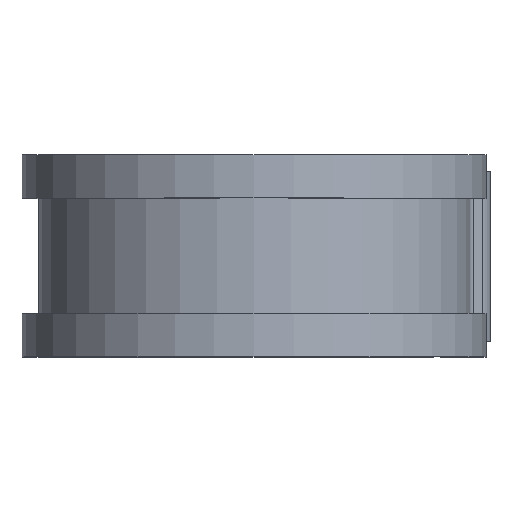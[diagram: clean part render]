
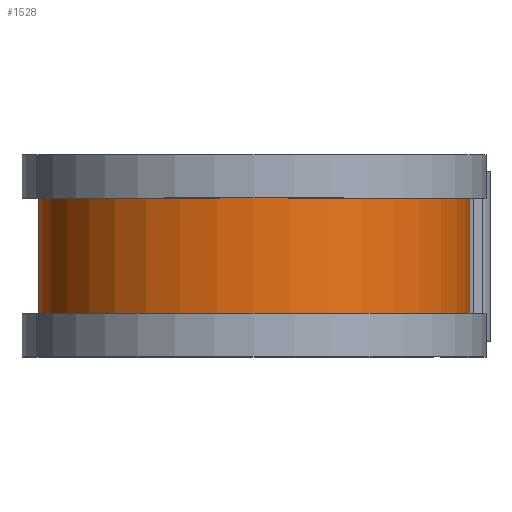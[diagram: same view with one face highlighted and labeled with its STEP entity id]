
A CAD part, top view. The second image highlights one B-rep face of the part: STEP entity #1528.
In plain terms, the highlighted cylindrical face has radius 20.206 mm (diameter 40.411 mm), a partial arc.
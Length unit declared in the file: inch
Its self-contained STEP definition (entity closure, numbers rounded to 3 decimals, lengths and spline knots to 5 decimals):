
#22 = EDGE_CURVE ( 'NONE', #1540, #1595, #200, .T. ) ;
#56 = CARTESIAN_POINT ( 'NONE',  ( 0., 0.2125, 0. ) ) ;
#97 = CARTESIAN_POINT ( 'NONE',  ( 0.7955, 0.3125, 0. ) ) ;
#119 = DIRECTION ( 'NONE',  ( 0., -1., 0. ) ) ;
#200 = LINE ( 'NONE', #601, #554 ) ;
#205 = EDGE_CURVE ( 'NONE', #1201, #1595, #785, .T. ) ;
#238 = DIRECTION ( 'NONE',  ( 0., 0., -1. ) ) ;
#242 = VERTEX_POINT ( 'NONE', #991 ) ;
#339 = CARTESIAN_POINT ( 'NONE',  ( 0., 0.3125, 0. ) ) ;
#428 = EDGE_CURVE ( 'NONE', #242, #1201, #712, .T. ) ;
#510 = CARTESIAN_POINT ( 'NONE',  ( 0., -0.2125, -0.7955 ) ) ;
#554 = VECTOR ( 'NONE', #760, 39.37008 ) ;
#601 = CARTESIAN_POINT ( 'NONE',  ( 0., 0.3125, -0.7955 ) ) ;
#662 = VECTOR ( 'NONE', #119, 39.37008 ) ;
#678 = FACE_OUTER_BOUND ( 'NONE', #692, .T. ) ;
#692 = EDGE_LOOP ( 'NONE', ( #1281, #1463, #1600, #929 ) ) ;
#712 = LINE ( 'NONE', #97, #662 ) ;
#756 = AXIS2_PLACEMENT_3D ( 'NONE', #339, #975, #1207 ) ;
#760 = DIRECTION ( 'NONE',  ( 0., -1., 0. ) ) ;
#785 = CIRCLE ( 'NONE', #1216, 0.7955 ) ;
#929 = ORIENTED_EDGE ( 'NONE', *, *, #205, .F. ) ;
#975 = DIRECTION ( 'NONE',  ( 0., -1., 0. ) ) ;
#991 = CARTESIAN_POINT ( 'NONE',  ( 0.7955, 0.2125, 0. ) ) ;
#1033 = DIRECTION ( 'NONE',  ( 0., 0., -1. ) ) ;
#1060 = DIRECTION ( 'NONE',  ( 0., -1., 0. ) ) ;
#1067 = CARTESIAN_POINT ( 'NONE',  ( 0., -0.2125, 0. ) ) ;
#1131 = DIRECTION ( 'NONE',  ( 0., -1., 0. ) ) ;
#1141 = EDGE_CURVE ( 'NONE', #242, #1540, #1568, .T. ) ;
#1201 = VERTEX_POINT ( 'NONE', #1704 ) ;
#1207 = DIRECTION ( 'NONE',  ( 0., 0., -1. ) ) ;
#1216 = AXIS2_PLACEMENT_3D ( 'NONE', #1067, #1060, #1033 ) ;
#1281 = ORIENTED_EDGE ( 'NONE', *, *, #428, .F. ) ;
#1282 = AXIS2_PLACEMENT_3D ( 'NONE', #56, #1131, #238 ) ;
#1318 = CYLINDRICAL_SURFACE ( 'NONE', #756, 0.7955 ) ;
#1412 = CARTESIAN_POINT ( 'NONE',  ( 0., 0.2125, -0.7955 ) ) ;
#1463 = ORIENTED_EDGE ( 'NONE', *, *, #1141, .T. ) ;
#1528 = ADVANCED_FACE ( 'NONE', ( #678 ), #1318, .T. ) ;
#1540 = VERTEX_POINT ( 'NONE', #1412 ) ;
#1568 = CIRCLE ( 'NONE', #1282, 0.7955 ) ;
#1595 = VERTEX_POINT ( 'NONE', #510 ) ;
#1600 = ORIENTED_EDGE ( 'NONE', *, *, #22, .T. ) ;
#1704 = CARTESIAN_POINT ( 'NONE',  ( 0.7955, -0.2125, 0. ) ) ;
